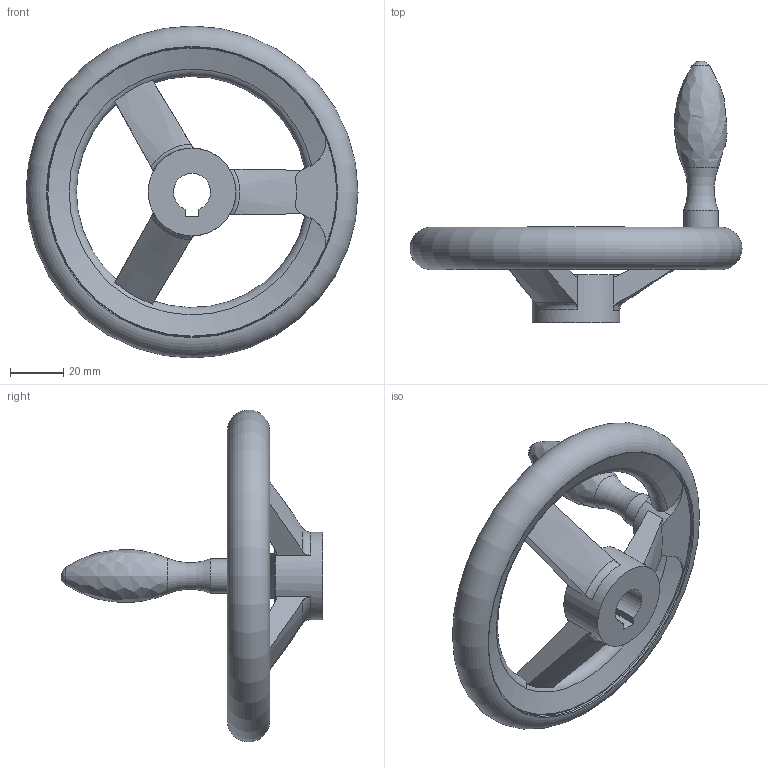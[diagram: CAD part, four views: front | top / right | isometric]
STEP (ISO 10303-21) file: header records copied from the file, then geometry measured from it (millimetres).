
FILE_DESCRIPTION( ( 'STEP AP214' ), '1' );
FILE_NAME( 'K0671.3125X14.stp', '2020-12-09T11:00:56', ( '' ), ( '' ), ' ', 'PARTsolutions', ' ' );
FILE_SCHEMA( ( 'AUTOMOTIVE_DESIGN { 1 0 10303 214 1 1 1 1 }' ) );
Length unit declared in the file: millimetre
Products named in the file (1): _K0671.3125X14
Bounding box: 125 x 98.55 x 125 mm (x, y, z)
Volume: 105561.9 mm3; surface area: 29731.6 mm2
Topology: 1 solids, 1 shells, 53 faces, 151 edges, 96 vertices
Faces by surface type: torus 17, cylinder 13, plane 13, cone 8, bspline 1, sphere 1
Full cylindrical faces by diameter (mm): 13 x1, 33 x1, 109 x2
Entity records: 2489 total; most frequent: CARTESIAN_POINT 795, ORIENTED_EDGE 268, DIRECTION 240, EDGE_CURVE 134, AXIS2_PLACEMENT_3D 106, VERTEX_POINT 93, EDGE_LOOP 69, FACE_OUTER_BOUND 64
